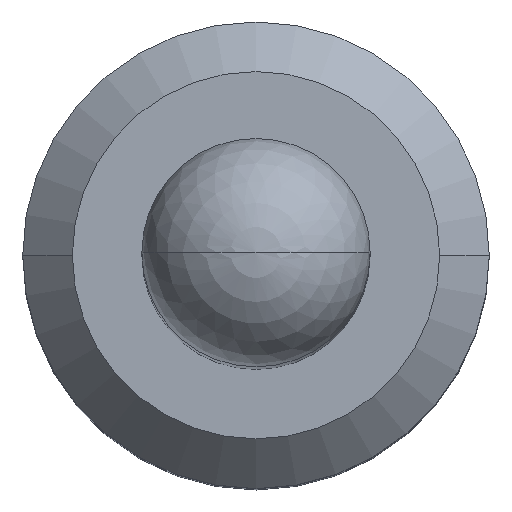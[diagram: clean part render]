
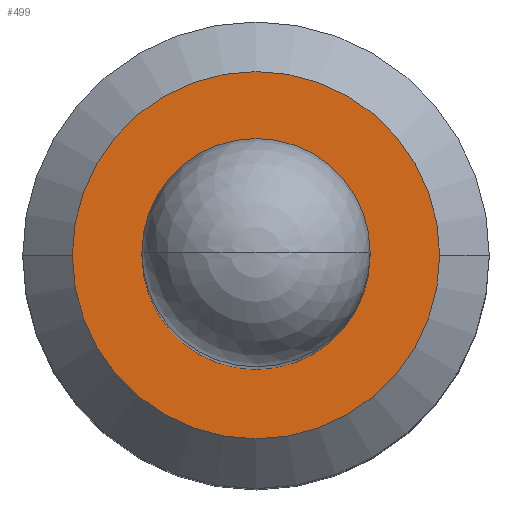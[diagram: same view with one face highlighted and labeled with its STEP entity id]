
A CAD part, top view. The second image highlights one B-rep face of the part: STEP entity #499.
In plain terms, the highlighted planar face has unit normal (0, 0, 1).
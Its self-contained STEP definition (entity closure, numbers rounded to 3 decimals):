
#321=CARTESIAN_POINT('',(-0.37,0.0,1.79));
#322=VERTEX_POINT('',#321);
#338=CARTESIAN_POINT('',(0.37,0.,1.79));
#339=VERTEX_POINT('',#338);
#346=CARTESIAN_POINT('',(0.0,0.0,1.79));
#347=DIRECTION('',(0.0,0.0,-1.0));
#348=DIRECTION('',(-1.0,0.0,0.0));
#349=AXIS2_PLACEMENT_3D('',#346,#347,#348);
#350=CIRCLE('',#349,0.37);
#351=EDGE_CURVE('',#339,#322,#350,.T.);
#478=CARTESIAN_POINT('',(0.0,0.0,1.79));
#479=DIRECTION('',(0.0,0.0,-1.0));
#480=DIRECTION('',(-1.0,0.0,0.0));
#481=AXIS2_PLACEMENT_3D('',#478,#479,#480);
#482=CIRCLE('',#481,0.37);
#483=EDGE_CURVE('',#322,#339,#482,.T.);
#490=CARTESIAN_POINT('',(0.0,0.0,1.79));
#491=DIRECTION('',(0.0,0.0,1.0));
#492=DIRECTION('',(1.0,0.0,0.0));
#493=AXIS2_PLACEMENT_3D('',#490,#491,#492);
#494=PLANE('',#493);
#495=ORIENTED_EDGE('',*,*,#351,.F.);
#496=ORIENTED_EDGE('',*,*,#483,.F.);
#497=EDGE_LOOP('',(#495,#496));
#498=FACE_OUTER_BOUND('',#497,.T.);
#499=ADVANCED_FACE('',(#498),#494,.T.);
